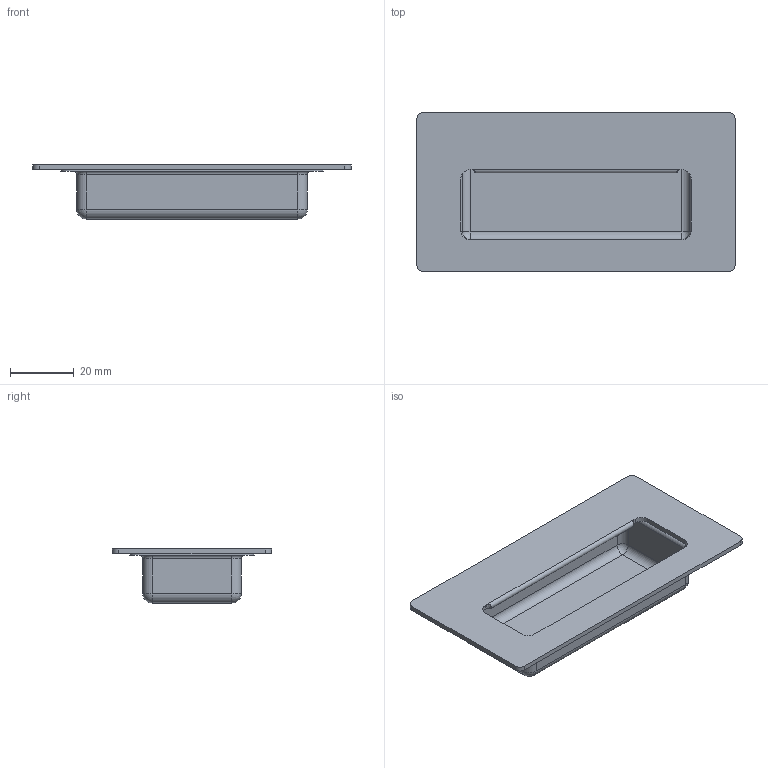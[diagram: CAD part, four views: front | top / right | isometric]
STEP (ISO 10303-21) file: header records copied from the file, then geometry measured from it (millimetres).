
FILE_DESCRIPTION(/* description */ (''),/* implementation_level */ '2;1');
FILE_NAME(/* name */ 'A-MS6.stp',/* time_stamp */ '2026-03-11T15:57:18+09:00',/* author */ ('user'),/* organization */ (''),/* preprocessor_version */ 'ST-DEVELOPER v15.6',/* originating_system */ 'Autodesk Inventor 2015',/* authorisation */ '');
FILE_SCHEMA (('AUTOMOTIVE_DESIGN { 1 0 10303 214 3 1 1 }'));
Length unit declared in the file: millimetre
Products named in the file (1): A-MS6
Bounding box: 100 x 50 x 17 mm (x, y, z)
Volume: 8179.7 mm3; surface area: 19532.6 mm2
Topology: 2 solids, 2 shells, 86 faces, 198 edges, 118 vertices
Faces by surface type: cylinder 37, plane 31, torus 8, sphere 8, bspline 2
Entity records: 2633 total; most frequent: CARTESIAN_POINT 617, DIRECTION 446, ORIENTED_EDGE 396, EDGE_CURVE 198, AXIS2_PLACEMENT_3D 169, VERTEX_POINT 118, LINE 108, VECTOR 108
